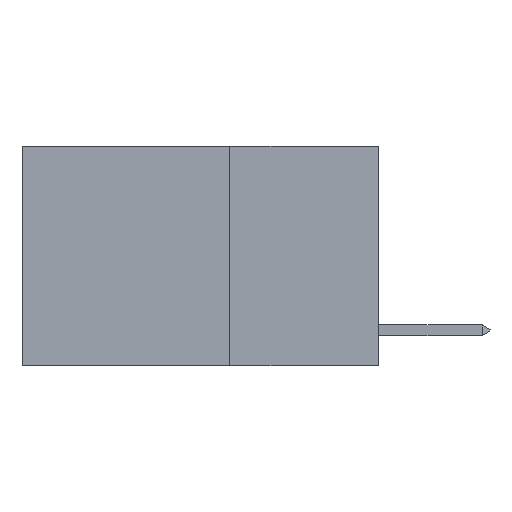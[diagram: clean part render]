
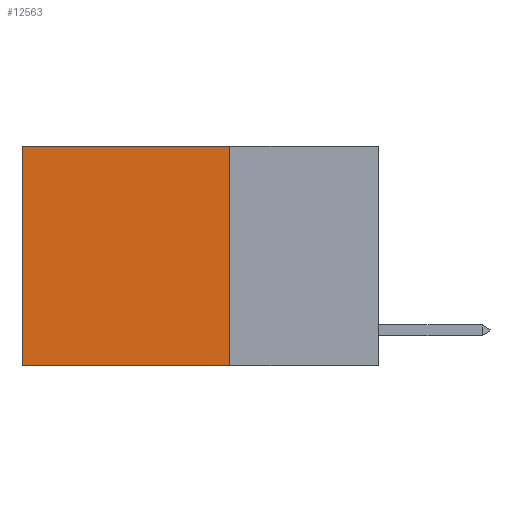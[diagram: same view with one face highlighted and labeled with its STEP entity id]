
A CAD part, left-side view. The second image highlights one B-rep face of the part: STEP entity #12563.
In plain terms, the highlighted planar face has unit normal (-1, 0, 0).
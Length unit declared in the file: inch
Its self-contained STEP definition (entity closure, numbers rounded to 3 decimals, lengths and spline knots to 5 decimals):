
#81 = ORIENTED_EDGE ( 'NONE', *, *, #11982, .T. ) ;
#614 = LINE ( 'NONE', #858, #16279 ) ;
#637 = DIRECTION ( 'NONE',  ( 0., 1., 0. ) ) ;
#858 = CARTESIAN_POINT ( 'NONE',  ( 0.2625, 0.25, 0. ) ) ;
#1325 = CARTESIAN_POINT ( 'NONE',  ( 0.2625, 0.25, 0. ) ) ;
#1655 = VERTEX_POINT ( 'NONE', #2166 ) ;
#2166 = CARTESIAN_POINT ( 'NONE',  ( 0.2625, 0.6, 0. ) ) ;
#2497 = CARTESIAN_POINT ( 'NONE',  ( 0.2625, 0.25, 0. ) ) ;
#2583 = DIRECTION ( 'NONE',  ( 0., 1., 0. ) ) ;
#4588 = LINE ( 'NONE', #16461, #11289 ) ;
#5351 = ORIENTED_EDGE ( 'NONE', *, *, #5392, .F. ) ;
#5392 = EDGE_CURVE ( 'NONE', #9345, #10928, #14861, .T. ) ;
#7129 = CARTESIAN_POINT ( 'NONE',  ( 0.2625, 0.25, 0. ) ) ;
#8550 = DIRECTION ( 'NONE',  ( 0., 0., -1. ) ) ;
#9210 = ORIENTED_EDGE ( 'NONE', *, *, #12363, .T. ) ;
#9345 = VERTEX_POINT ( 'NONE', #17796 ) ;
#10717 = EDGE_CURVE ( 'NONE', #14092, #9345, #18803, .T. ) ;
#10928 = VERTEX_POINT ( 'NONE', #14080 ) ;
#11161 = DIRECTION ( 'NONE',  ( 1., 0., 0. ) ) ;
#11289 = VECTOR ( 'NONE', #18023, 39.37008 ) ;
#11982 = EDGE_CURVE ( 'NONE', #14092, #1655, #614, .T. ) ;
#12363 = EDGE_CURVE ( 'NONE', #1655, #10928, #4588, .T. ) ;
#12419 = AXIS2_PLACEMENT_3D ( 'NONE', #1325, #11161, #13354 ) ;
#12423 = PLANE ( 'NONE',  #12419 ) ;
#12563 = ADVANCED_FACE ( 'NONE', ( #17234 ), #12423, .F. ) ;
#13354 = DIRECTION ( 'NONE',  ( 0., 0., -1. ) ) ;
#13641 = VECTOR ( 'NONE', #2583, 39.37008 ) ;
#13978 = EDGE_LOOP ( 'NONE', ( #9210, #5351, #17223, #81 ) ) ;
#14080 = CARTESIAN_POINT ( 'NONE',  ( 0.2625, 0.6, -0.37 ) ) ;
#14092 = VERTEX_POINT ( 'NONE', #2497 ) ;
#14147 = CARTESIAN_POINT ( 'NONE',  ( 0.2625, 0.25, -0.37 ) ) ;
#14861 = LINE ( 'NONE', #14147, #13641 ) ;
#15128 = VECTOR ( 'NONE', #8550, 39.37008 ) ;
#16279 = VECTOR ( 'NONE', #637, 39.37008 ) ;
#16461 = CARTESIAN_POINT ( 'NONE',  ( 0.2625, 0.6, 0. ) ) ;
#17223 = ORIENTED_EDGE ( 'NONE', *, *, #10717, .F. ) ;
#17234 = FACE_OUTER_BOUND ( 'NONE', #13978, .T. ) ;
#17796 = CARTESIAN_POINT ( 'NONE',  ( 0.2625, 0.25, -0.37 ) ) ;
#18023 = DIRECTION ( 'NONE',  ( 0., 0., -1. ) ) ;
#18803 = LINE ( 'NONE', #7129, #15128 ) ;
